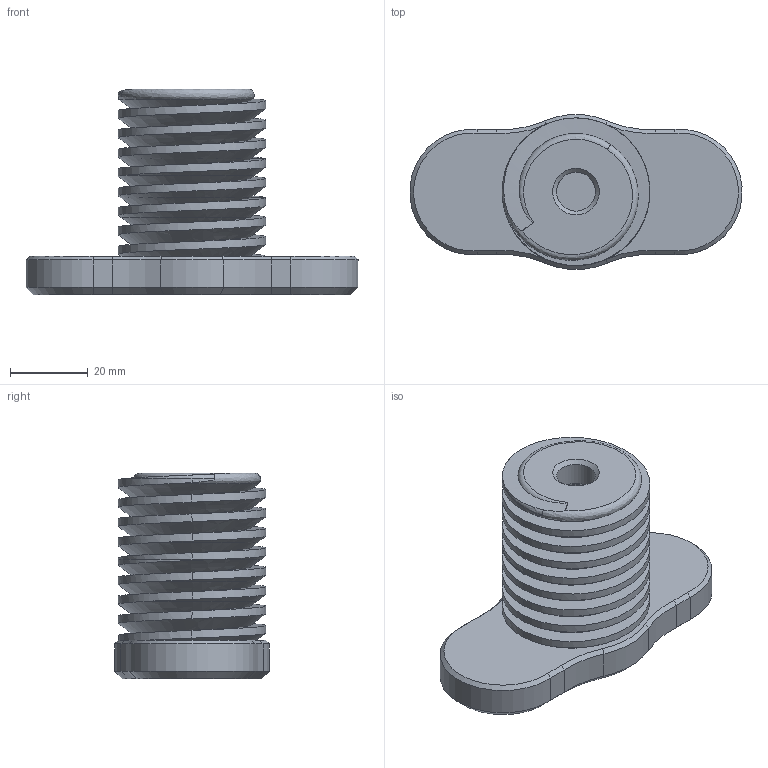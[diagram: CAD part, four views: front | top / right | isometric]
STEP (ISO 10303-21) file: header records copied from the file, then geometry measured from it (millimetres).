
FILE_DESCRIPTION(/* description */ (''),/* implementation_level */ '2;1');
FILE_NAME(/* name */ 'PitClamp_v3_Tabletop_Screw+10mm.step',/* time_stamp */ '2024-04-09T06:55:45-04:00',/* author */ (''),/* organization */ (''),/* preprocessor_version */ 'ST-DEVELOPER v20',/* originating_system */ 'Autodesk Translation Framework v12.20.1.177',/* authorisation */ '');
FILE_SCHEMA (('AUTOMOTIVE_DESIGN { 1 0 10303 214 3 1 1 }'));
Length unit declared in the file: millimetre
Products named in the file (2): PitClamp v3 Tabletop; PitClamp_v3_Tabletop_Screw
Assembly tree (1 placements, depth 2):
  PitClamp v3 Tabletop
    PitClamp_v3_Tabletop_Screw
Bounding box: 85.48 x 39.86 x 53 mm (x, y, z)
Volume: 68129.6 mm3; surface area: 17371.3 mm2
Topology: 1 solids, 1 shells, 81 faces, 220 edges, 142 vertices
Faces by surface type: cylinder 32, bspline 20, cone 19, plane 8, torus 2
Full cylindrical faces by diameter (mm): 10 x1, 12 x1, 30 x6, 38 x8
Entity records: 5881 total; most frequent: CARTESIAN_POINT 4051, ORIENTED_EDGE 440, DIRECTION 277, EDGE_CURVE 220, VERTEX_POINT 142, AXIS2_PLACEMENT_3D 112, B_SPLINE_CURVE_WITH_KNOTS 111, EDGE_LOOP 82
